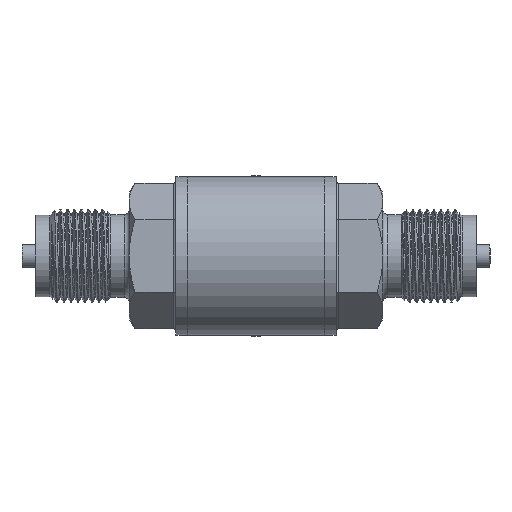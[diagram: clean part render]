
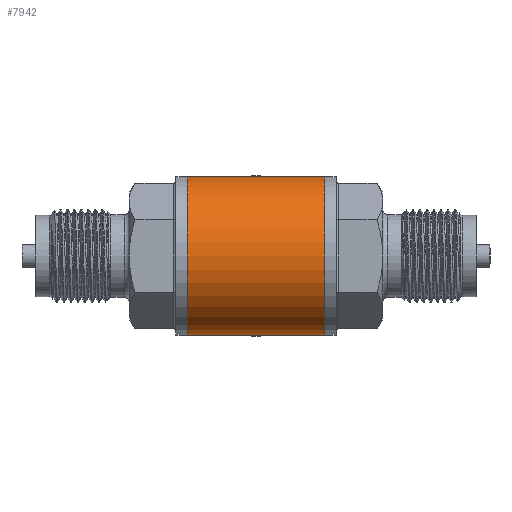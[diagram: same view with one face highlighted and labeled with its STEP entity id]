
A CAD part, front view. The second image highlights one B-rep face of the part: STEP entity #7942.
In plain terms, the highlighted cylindrical face has radius 17 mm (diameter 34 mm), a full revolution.
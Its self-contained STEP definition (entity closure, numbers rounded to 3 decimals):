
#126=FACE_BOUND('',#1410,.T.);
#915=FACE_OUTER_BOUND('',#1409,.T.);
#1409=EDGE_LOOP('',(#7194,#7195,#7196,#7197));
#1410=EDGE_LOOP('',(#7198,#7199));
#1561=CIRCLE('',#8341,17.);
#1562=CIRCLE('',#8342,17.);
#2200=B_SPLINE_CURVE_WITH_KNOTS('',3,(#24661,#24662,#24663,#24664,#24665,
#24666,#24667,#24668,#24669,#24670,#24671,#24672,#24673,#24674,#24675,#24676,
#24677,#24678,#24679,#24680),.UNSPECIFIED.,.F.,.F.,(4,2,2,2,2,2,2,2,2,4),
(-5.022,-4.957,-4.66,-4.362,
-4.065,-3.767,-3.47,-2.9,
-2.615,-2.33),.UNSPECIFIED.);
#2201=B_SPLINE_CURVE_WITH_KNOTS('',3,(#24681,#24682,#24683,#24684,#24685,
#24686,#24687,#24688,#24689,#24690,#24691,#24692,#24693,#24694,#24695,#24696,
#24697,#24698,#24699,#24700,#24701,#24702,#24703,#24704,#24705,#24706,#24707,
#24708,#24709,#24710,#24711,#24712,#24713,#24714,#24715,#24716,#24717,#24718,
#24719,#24720,#24721,#24722,#24723),.UNSPECIFIED.,.F.,.F.,(4,2,2,2,2,2,
2,3,2,2,2,2,2,2,2,2,2,2,2,2,4),(-2.33,-2.045,-1.76,
-1.19,-0.893,-0.595,-0.298,
0.,0.298,0.595,0.893,1.19,
1.76,2.045,2.33,2.615,2.9,
3.47,3.767,4.065,4.297),
 .UNSPECIFIED.);
#2608=LINE('',#24739,#3011);
#3011=VECTOR('',#9390,17.);
#3748=VERTEX_POINT('',#24659);
#3749=VERTEX_POINT('',#24660);
#3752=VERTEX_POINT('',#24736);
#3753=VERTEX_POINT('',#24738);
#4908=EDGE_CURVE('',#3748,#3749,#2200,.T.);
#4909=EDGE_CURVE('',#3749,#3748,#2201,.T.);
#4914=EDGE_CURVE('',#3752,#3752,#1561,.T.);
#4915=EDGE_CURVE('',#3752,#3753,#2608,.T.);
#4916=EDGE_CURVE('',#3753,#3753,#1562,.T.);
#7194=ORIENTED_EDGE('',*,*,#4914,.F.);
#7195=ORIENTED_EDGE('',*,*,#4915,.T.);
#7196=ORIENTED_EDGE('',*,*,#4916,.F.);
#7197=ORIENTED_EDGE('',*,*,#4915,.F.);
#7198=ORIENTED_EDGE('',*,*,#4908,.T.);
#7199=ORIENTED_EDGE('',*,*,#4909,.T.);
#7510=CYLINDRICAL_SURFACE('',#8340,17.);
#7942=ADVANCED_FACE('',(#915,#126),#7510,.T.);
#8340=AXIS2_PLACEMENT_3D('',#24735,#9386,#9387);
#8341=AXIS2_PLACEMENT_3D('',#24737,#9388,#9389);
#8342=AXIS2_PLACEMENT_3D('',#24740,#9391,#9392);
#9386=DIRECTION('center_axis',(1.,0.,0.));
#9387=DIRECTION('ref_axis',(0.,0.,-1.));
#9388=DIRECTION('center_axis',(1.,0.,0.));
#9389=DIRECTION('ref_axis',(0.,0.,-1.));
#9390=DIRECTION('',(-1.,0.,0.));
#9391=DIRECTION('center_axis',(-1.,0.,0.));
#9392=DIRECTION('ref_axis',(0.,0.,-1.));
#24659=CARTESIAN_POINT('',(3.5,9.909,13.813));
#24660=CARTESIAN_POINT('',(-14.25,17.,0.));
#24661=CARTESIAN_POINT('Ctrl Pts',(3.5,9.909,13.813));
#24662=CARTESIAN_POINT('Ctrl Pts',(3.3,9.838,13.864));
#24663=CARTESIAN_POINT('Ctrl Pts',(3.099,9.772,13.911));
#24664=CARTESIAN_POINT('Ctrl Pts',(1.961,9.433,14.147));
#24665=CARTESIAN_POINT('Ctrl Pts',(0.992,9.27,14.25));
#24666=CARTESIAN_POINT('Ctrl Pts',(-0.992,9.27,
14.25));
#24667=CARTESIAN_POINT('Ctrl Pts',(-1.961,9.433,14.147));
#24668=CARTESIAN_POINT('Ctrl Pts',(-3.829,9.99,13.759));
#24669=CARTESIAN_POINT('Ctrl Pts',(-4.729,10.381,13.475));
#24670=CARTESIAN_POINT('Ctrl Pts',(-6.439,11.264,12.746));
#24671=CARTESIAN_POINT('Ctrl Pts',(-7.251,11.755,12.301));
#24672=CARTESIAN_POINT('Ctrl Pts',(-8.759,12.741,11.277));
#24673=CARTESIAN_POINT('Ctrl Pts',(-9.454,13.234,10.698));
#24674=CARTESIAN_POINT('Ctrl Pts',(-11.268,14.569,8.885));
#24675=CARTESIAN_POINT('Ctrl Pts',(-12.355,15.44,7.35));
#24676=CARTESIAN_POINT('Ctrl Pts',(-13.475,16.354,4.732));
#24677=CARTESIAN_POINT('Ctrl Pts',(-13.766,16.596,3.807));
#24678=CARTESIAN_POINT('Ctrl Pts',(-14.154,16.919,1.916));
#24679=CARTESIAN_POINT('Ctrl Pts',(-14.25,17.,0.95));
#24680=CARTESIAN_POINT('Ctrl Pts',(-14.25,17.,0.));
#24681=CARTESIAN_POINT('Ctrl Pts',(-14.25,17.,0.));
#24682=CARTESIAN_POINT('Ctrl Pts',(-14.25,17.,-0.95));
#24683=CARTESIAN_POINT('Ctrl Pts',(-14.154,16.919,-1.916));
#24684=CARTESIAN_POINT('Ctrl Pts',(-13.766,16.596,-3.807));
#24685=CARTESIAN_POINT('Ctrl Pts',(-13.475,16.354,-4.732));
#24686=CARTESIAN_POINT('Ctrl Pts',(-12.355,15.44,-7.35));
#24687=CARTESIAN_POINT('Ctrl Pts',(-11.268,14.569,-8.885));
#24688=CARTESIAN_POINT('Ctrl Pts',(-9.454,13.234,-10.698));
#24689=CARTESIAN_POINT('Ctrl Pts',(-8.759,12.741,-11.277));
#24690=CARTESIAN_POINT('Ctrl Pts',(-7.251,11.755,-12.301));
#24691=CARTESIAN_POINT('Ctrl Pts',(-6.439,11.264,-12.746));
#24692=CARTESIAN_POINT('Ctrl Pts',(-4.729,10.381,-13.475));
#24693=CARTESIAN_POINT('Ctrl Pts',(-3.829,9.99,-13.759));
#24694=CARTESIAN_POINT('Ctrl Pts',(-1.961,9.433,-14.147));
#24695=CARTESIAN_POINT('Ctrl Pts',(-0.992,9.27,
-14.25));
#24696=CARTESIAN_POINT('Ctrl Pts',(0.,9.27,-14.25));
#24697=CARTESIAN_POINT('Ctrl Pts',(0.992,9.27,-14.25));
#24698=CARTESIAN_POINT('Ctrl Pts',(1.961,9.433,-14.147));
#24699=CARTESIAN_POINT('Ctrl Pts',(3.829,9.99,-13.759));
#24700=CARTESIAN_POINT('Ctrl Pts',(4.729,10.381,-13.475));
#24701=CARTESIAN_POINT('Ctrl Pts',(6.439,11.264,-12.746));
#24702=CARTESIAN_POINT('Ctrl Pts',(7.251,11.755,-12.301));
#24703=CARTESIAN_POINT('Ctrl Pts',(8.759,12.741,-11.277));
#24704=CARTESIAN_POINT('Ctrl Pts',(9.454,13.234,-10.698));
#24705=CARTESIAN_POINT('Ctrl Pts',(11.268,14.569,-8.885));
#24706=CARTESIAN_POINT('Ctrl Pts',(12.355,15.44,-7.35));
#24707=CARTESIAN_POINT('Ctrl Pts',(13.475,16.354,-4.732));
#24708=CARTESIAN_POINT('Ctrl Pts',(13.766,16.596,-3.807));
#24709=CARTESIAN_POINT('Ctrl Pts',(14.154,16.919,-1.916));
#24710=CARTESIAN_POINT('Ctrl Pts',(14.25,17.,-0.95));
#24711=CARTESIAN_POINT('Ctrl Pts',(14.25,17.,0.95));
#24712=CARTESIAN_POINT('Ctrl Pts',(14.154,16.919,1.916));
#24713=CARTESIAN_POINT('Ctrl Pts',(13.766,16.596,3.807));
#24714=CARTESIAN_POINT('Ctrl Pts',(13.475,16.354,4.732));
#24715=CARTESIAN_POINT('Ctrl Pts',(12.355,15.44,7.35));
#24716=CARTESIAN_POINT('Ctrl Pts',(11.268,14.569,8.885));
#24717=CARTESIAN_POINT('Ctrl Pts',(9.454,13.234,10.698));
#24718=CARTESIAN_POINT('Ctrl Pts',(8.759,12.741,11.277));
#24719=CARTESIAN_POINT('Ctrl Pts',(7.251,11.755,12.301));
#24720=CARTESIAN_POINT('Ctrl Pts',(6.439,11.264,12.746));
#24721=CARTESIAN_POINT('Ctrl Pts',(4.915,10.477,13.395));
#24722=CARTESIAN_POINT('Ctrl Pts',(4.219,10.163,13.631));
#24723=CARTESIAN_POINT('Ctrl Pts',(3.5,9.909,13.813));
#24735=CARTESIAN_POINT('Origin',(0.,0.,0.));
#24736=CARTESIAN_POINT('',(14.7,0.,17.));
#24737=CARTESIAN_POINT('Origin',(14.7,0.,0.));
#24738=CARTESIAN_POINT('',(-14.7,0.,17.));
#24739=CARTESIAN_POINT('',(0.,0.,17.));
#24740=CARTESIAN_POINT('Origin',(-14.7,0.,0.));
